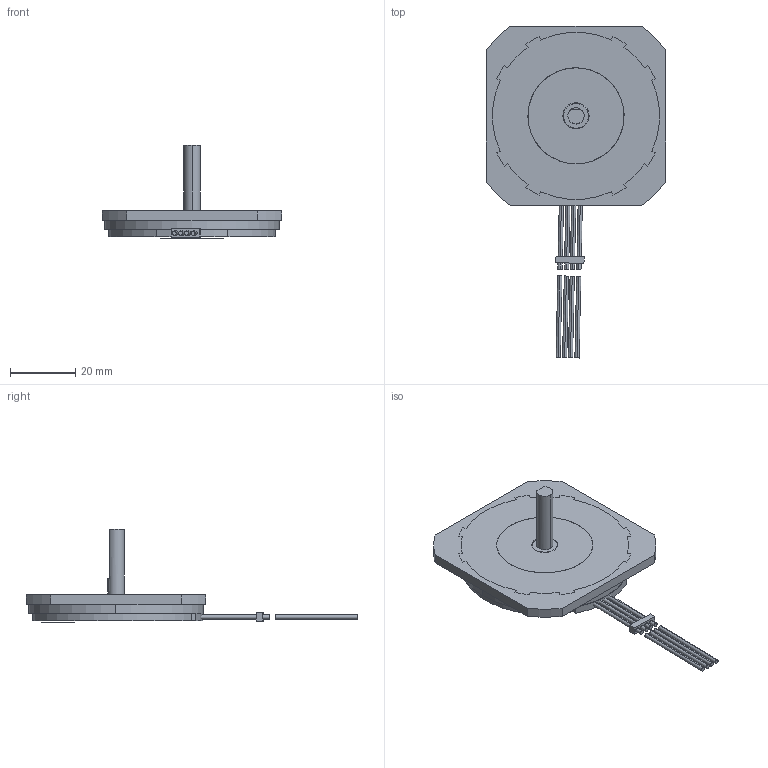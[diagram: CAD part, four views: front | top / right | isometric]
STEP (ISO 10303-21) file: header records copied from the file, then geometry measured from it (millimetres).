
FILE_DESCRIPTION((''),'2;1');
FILE_NAME('4611110064872_ASM','2022-12-01T15:03:28',('TQ00981'),(''),'CREO PARAMETRIC BY PTC INC, 2018100','CREO PARAMETRIC BY PTC INC, 2018100','');
FILE_SCHEMA(('CONFIG_CONTROL_DESIGN'));
Length unit declared in the file: millimetre
Products named in the file (19): 4613102101339_AF1; 4613104026769_AF1_ASM; 4634140207107_AF0; 4613103016610_AF2_ASM; 4219121304205_AF2; 3698201102131_AF2; 4613103016635_AF1_ASM; 4613103016636_AF0_ASM; 4613103016637_ASM; 4219121306304; 4331101000093; 4219121500651_ASM; 4613106100840; 4693220001067; 4332101209441; 4613107115452_ASM; 4613153002281_ASM; 3219720000565; 4611110064872_ASM
Assembly tree (20 placements, depth 8):
  4611110064872_ASM
    4613153002281_ASM
      4613103016637_ASM
        4613103016636_AF0_ASM
          4613103016635_AF1_ASM
            4613103016610_AF2_ASM
              4613104026769_AF1_ASM
                4613102101339_AF1
              4634140207107_AF0
            4219121304205_AF2
            3698201102131_AF2
      4219121500651_ASM  x2
        4219121306304
        4331101000093
      4613107115452_ASM
        4613106100840  x2
        4693220001067
        4332101209441
    3219720000565
Bounding box: 55 x 101.58 x 28.5 mm (x, y, z)
Volume: 26220.9 mm3; surface area: 21958.7 mm2
Topology: 17 solids, 17 shells, 349 faces, 865 edges, 568 vertices
Faces by surface type: plane 247, cylinder 94, torus 8
Entity records: 10271 total; most frequent: DIRECTION 1781, CARTESIAN_POINT 1745, ORIENTED_EDGE 1642, EDGE_CURVE 821, VECTOR 629, LINE 629, AXIS2_PLACEMENT_3D 576, VERTEX_POINT 540
